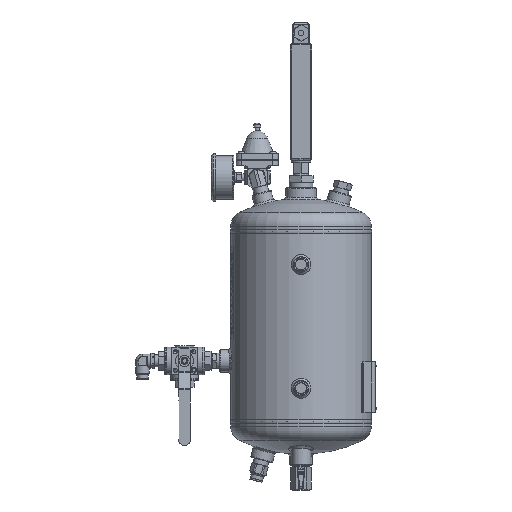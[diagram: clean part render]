
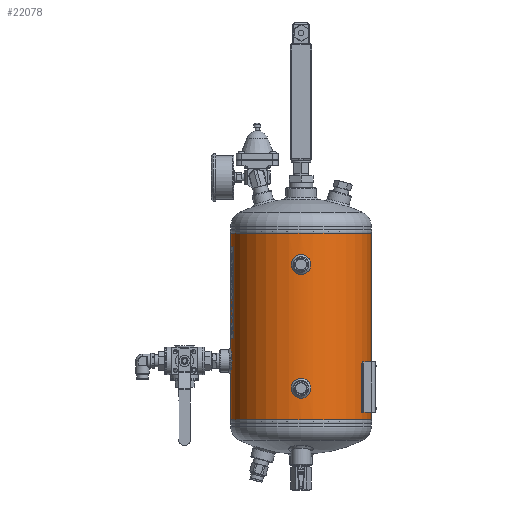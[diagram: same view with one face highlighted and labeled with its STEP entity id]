
A CAD part, front view. The second image highlights one B-rep face of the part: STEP entity #22078.
In plain terms, the highlighted cylindrical face has radius 100 mm (diameter 200 mm), a partial arc.
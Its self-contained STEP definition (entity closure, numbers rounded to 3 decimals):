
#1502=B_SPLINE_CURVE_WITH_KNOTS('',3,(#39582,#39583,#39584,#39585,#39586,
#39587,#39588,#39589,#39590,#39591,#39592,#39593,#39594,#39595,#39596,#39597,
#39598,#39599,#39600),.UNSPECIFIED.,.T.,.F.,(1,1,1,1,1,1,1,1,1,1,1,1,1,
1,1,1,1,1,1,1,1,1,1),(-0.012,-0.008,-0.004,
0.,0.004,0.008,0.012,0.016,
0.02,0.023,0.027,0.031,
0.035,0.039,0.043,0.047,
0.051,0.055,0.059,0.063,
0.066,0.07,0.074),.UNSPECIFIED.);
#1503=B_SPLINE_CURVE_WITH_KNOTS('',3,(#39602,#39603,#39604,#39605,#39606,
#39607,#39608,#39609,#39610,#39611,#39612,#39613,#39614,#39615,#39616,#39617,
#39618,#39619,#39620),.UNSPECIFIED.,.T.,.F.,(1,1,1,1,1,1,1,1,1,1,1,1,1,
1,1,1,1,1,1,1,1,1,1),(-0.012,-0.008,-0.004,
0.,0.004,0.008,0.012,
0.016,0.02,0.023,0.027,
0.031,0.035,0.039,0.043,
0.047,0.051,0.055,0.059,
0.063,0.066,0.07,0.074),
 .UNSPECIFIED.);
#1504=B_SPLINE_CURVE_WITH_KNOTS('',3,(#39622,#39623,#39624,#39625,#39626,
#39627,#39628,#39629,#39630,#39631,#39632,#39633,#39634,#39635,#39636,#39637,
#39638,#39639,#39640),.UNSPECIFIED.,.T.,.F.,(1,1,1,1,1,1,1,1,1,1,1,1,1,
1,1,1,1,1,1,1,1,1,1),(-0.018,-0.012,-0.006,
0.,0.006,0.012,0.018,0.023,
0.029,0.035,0.041,0.047,
0.053,0.059,0.065,0.07,
0.076,0.082,0.088,0.094,
0.1,0.106,0.112),.UNSPECIFIED.);
#2450=LINE('',#39642,#3598);
#2451=LINE('',#39647,#3599);
#3598=VECTOR('',#33397,1000.);
#3599=VECTOR('',#33400,1000.);
#4751=ORIENTED_EDGE('',*,*,#11015,.T.);
#4752=ORIENTED_EDGE('',*,*,#11016,.T.);
#4753=ORIENTED_EDGE('',*,*,#11017,.T.);
#4754=ORIENTED_EDGE('',*,*,#11018,.T.);
#4755=ORIENTED_EDGE('',*,*,#11019,.T.);
#4756=ORIENTED_EDGE('',*,*,#11020,.F.);
#4757=ORIENTED_EDGE('',*,*,#11021,.F.);
#11015=EDGE_CURVE('',#14147,#14147,#1502,.T.);
#11016=EDGE_CURVE('',#14148,#14148,#1503,.T.);
#11017=EDGE_CURVE('',#14149,#14149,#1504,.T.);
#11018=EDGE_CURVE('',#14150,#14151,#2450,.T.);
#11019=EDGE_CURVE('',#14151,#14152,#16335,.T.);
#11020=EDGE_CURVE('',#14153,#14152,#2451,.T.);
#11021=EDGE_CURVE('',#14150,#14153,#16336,.T.);
#14147=VERTEX_POINT('',#39601);
#14148=VERTEX_POINT('',#39621);
#14149=VERTEX_POINT('',#39641);
#14150=VERTEX_POINT('',#39643);
#14151=VERTEX_POINT('',#39644);
#14152=VERTEX_POINT('',#39646);
#14153=VERTEX_POINT('',#39648);
#16335=CIRCLE('',#30901,100.);
#16336=CIRCLE('',#30902,100.);
#17346=EDGE_LOOP('',(#4751));
#17347=EDGE_LOOP('',(#4752));
#17348=EDGE_LOOP('',(#4753));
#17349=EDGE_LOOP('',(#4754,#4755,#4756,#4757));
#19523=FACE_BOUND('',#17346,.T.);
#19524=FACE_BOUND('',#17347,.T.);
#19525=FACE_BOUND('',#17348,.T.);
#19526=FACE_BOUND('',#17349,.T.);
#21701=CYLINDRICAL_SURFACE('',#30900,100.);
#22078=ADVANCED_FACE('',(#19523,#19524,#19525,#19526),#21701,.T.);
#30900=AXIS2_PLACEMENT_3D('',#39581,#33395,#33396);
#30901=AXIS2_PLACEMENT_3D('',#39645,#33398,#33399);
#30902=AXIS2_PLACEMENT_3D('',#39649,#33401,#33402);
#33395=DIRECTION('',(0.,-1.,0.));
#33396=DIRECTION('',(0.,0.,-1.));
#33397=DIRECTION('',(0.,-1.,0.));
#33398=DIRECTION('',(0.,1.,0.));
#33399=DIRECTION('',(1.,0.,0.));
#33400=DIRECTION('',(0.,-1.,0.));
#33401=DIRECTION('',(0.,1.,0.));
#33402=DIRECTION('',(1.,0.,0.));
#39581=CARTESIAN_POINT('',(0.,265.,0.));
#39582=CARTESIAN_POINT('',(-9.473,48.444,-99.554));
#39583=CARTESIAN_POINT('',(-10.262,44.497,-99.471));
#39584=CARTESIAN_POINT('',(-9.477,40.569,-99.553));
#39585=CARTESIAN_POINT('',(-7.254,37.244,-99.75));
#39586=CARTESIAN_POINT('',(-3.93,35.023,-99.946));
#39587=CARTESIAN_POINT('',(-0.006,34.24,-100.027));
#39588=CARTESIAN_POINT('',(3.922,35.019,-99.946));
#39589=CARTESIAN_POINT('',(7.252,37.242,-99.75));
#39590=CARTESIAN_POINT('',(9.478,40.57,-99.553));
#39591=CARTESIAN_POINT('',(10.26,44.496,-99.472));
#39592=CARTESIAN_POINT('',(9.481,48.422,-99.553));
#39593=CARTESIAN_POINT('',(7.262,51.747,-99.749));
#39594=CARTESIAN_POINT('',(3.94,53.974,-99.945));
#39595=CARTESIAN_POINT('',(0.01,54.761,-100.027));
#39596=CARTESIAN_POINT('',(-3.923,53.981,-99.946));
#39597=CARTESIAN_POINT('',(-7.249,51.759,-99.75));
#39598=CARTESIAN_POINT('',(-9.473,48.444,-99.554));
#39599=CARTESIAN_POINT('',(-10.262,44.497,-99.471));
#39600=CARTESIAN_POINT('',(-9.477,40.569,-99.553));
#39601=CARTESIAN_POINT('',(-10.,44.5,-99.499));
#39602=CARTESIAN_POINT('',(3.944,229.973,-99.945));
#39603=CARTESIAN_POINT('',(-0.003,230.762,-100.027));
#39604=CARTESIAN_POINT('',(-3.931,229.977,-99.946));
#39605=CARTESIAN_POINT('',(-7.256,227.754,-99.75));
#39606=CARTESIAN_POINT('',(-9.477,224.43,-99.553));
#39607=CARTESIAN_POINT('',(-10.26,220.506,-99.472));
#39608=CARTESIAN_POINT('',(-9.481,216.578,-99.553));
#39609=CARTESIAN_POINT('',(-7.258,213.248,-99.75));
#39610=CARTESIAN_POINT('',(-3.93,211.022,-99.946));
#39611=CARTESIAN_POINT('',(-0.004,210.24,-100.027));
#39612=CARTESIAN_POINT('',(3.922,211.019,-99.946));
#39613=CARTESIAN_POINT('',(7.247,213.238,-99.75));
#39614=CARTESIAN_POINT('',(9.474,216.56,-99.554));
#39615=CARTESIAN_POINT('',(10.261,220.49,-99.471));
#39616=CARTESIAN_POINT('',(9.481,224.423,-99.553));
#39617=CARTESIAN_POINT('',(7.259,227.749,-99.749));
#39618=CARTESIAN_POINT('',(3.944,229.973,-99.945));
#39619=CARTESIAN_POINT('',(-0.003,230.762,-100.027));
#39620=CARTESIAN_POINT('',(-3.931,229.977,-99.946));
#39621=CARTESIAN_POINT('',(0.,230.5,-100.));
#39622=CARTESIAN_POINT('',(-98.994,187.429,14.208));
#39623=CARTESIAN_POINT('',(-98.806,181.503,15.395));
#39624=CARTESIAN_POINT('',(-98.993,175.608,14.214));
#39625=CARTESIAN_POINT('',(-99.436,170.625,10.88));
#39626=CARTESIAN_POINT('',(-99.878,167.295,5.9));
#39627=CARTESIAN_POINT('',(-100.061,166.117,0.009));
#39628=CARTESIAN_POINT('',(-99.879,167.288,-5.887));
#39629=CARTESIAN_POINT('',(-99.437,170.623,-10.879));
#39630=CARTESIAN_POINT('',(-98.992,175.61,-14.215));
#39631=CARTESIAN_POINT('',(-98.807,181.503,-15.391));
#39632=CARTESIAN_POINT('',(-98.992,187.396,-14.219));
#39633=CARTESIAN_POINT('',(-99.435,192.379,-10.892));
#39634=CARTESIAN_POINT('',(-99.877,195.718,-5.914));
#39635=CARTESIAN_POINT('',(-100.061,196.901,-0.013));
#39636=CARTESIAN_POINT('',(-99.878,195.728,5.889));
#39637=CARTESIAN_POINT('',(-99.437,192.395,10.874));
#39638=CARTESIAN_POINT('',(-98.994,187.429,14.208));
#39639=CARTESIAN_POINT('',(-98.806,181.503,15.395));
#39640=CARTESIAN_POINT('',(-98.993,175.608,14.214));
#39641=CARTESIAN_POINT('',(-98.869,181.508,15.));
#39642=CARTESIAN_POINT('',(0.254,265.,100.));
#39643=CARTESIAN_POINT('',(0.254,265.,100.));
#39644=CARTESIAN_POINT('',(0.254,0.,100.));
#39645=CARTESIAN_POINT('',(0.,0.,0.));
#39646=CARTESIAN_POINT('',(-0.254,0.,100.));
#39647=CARTESIAN_POINT('',(-0.254,265.,100.));
#39648=CARTESIAN_POINT('',(-0.254,265.,100.));
#39649=CARTESIAN_POINT('',(0.,265.,0.));
